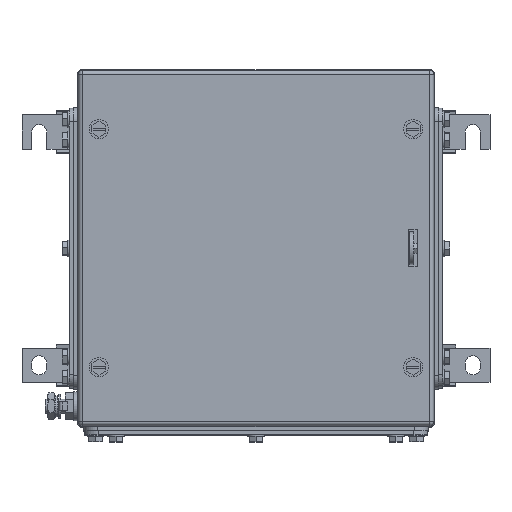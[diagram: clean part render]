
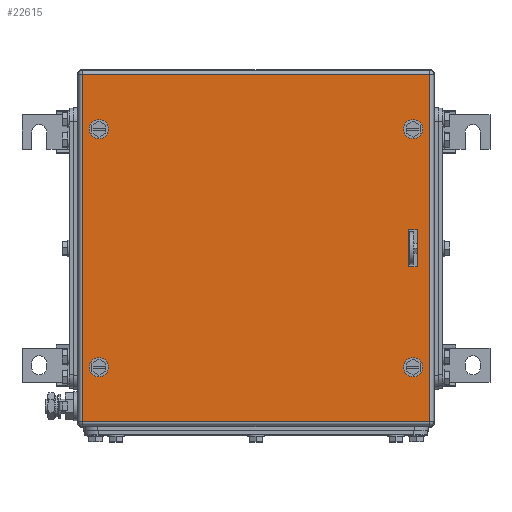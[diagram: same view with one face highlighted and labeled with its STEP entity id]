
A CAD part, top view. The second image highlights one B-rep face of the part: STEP entity #22615.
In plain terms, the highlighted planar face has unit normal (0, 0, 1).
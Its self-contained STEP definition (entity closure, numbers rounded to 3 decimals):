
#22455=AXIS2_PLACEMENT_3D('Circle Axis2P3D',#22453,#22454,$) ;
#22482=AXIS2_PLACEMENT_3D('Plane Axis2P3D',#22479,#22480,#22481) ;
#22520=AXIS2_PLACEMENT_3D('Circle Axis2P3D',#22518,#22519,$) ;
#22529=AXIS2_PLACEMENT_3D('Circle Axis2P3D',#22527,#22528,$) ;
#22538=AXIS2_PLACEMENT_3D('Circle Axis2P3D',#22536,#22537,$) ;
#22547=AXIS2_PLACEMENT_3D('Circle Axis2P3D',#22545,#22546,$) ;
#22556=AXIS2_PLACEMENT_3D('Circle Axis2P3D',#22554,#22555,$) ;
#22565=AXIS2_PLACEMENT_3D('Circle Axis2P3D',#22563,#22564,$) ;
#22574=AXIS2_PLACEMENT_3D('Circle Axis2P3D',#22572,#22573,$) ;
#22450=CARTESIAN_POINT('Vertex',(59.5,227.75,203.5)) ;
#22453=CARTESIAN_POINT('Axis2P3D Location',(56.,227.75,203.5)) ;
#22457=CARTESIAN_POINT('Vertex',(52.5,227.75,203.5)) ;
#22479=CARTESIAN_POINT('Axis2P3D Location',(170.5,141.,203.5)) ;
#22484=CARTESIAN_POINT('Line Origine',(170.5,267.5,203.5)) ;
#22488=CARTESIAN_POINT('Vertex',(297.,267.5,203.5)) ;
#22490=CARTESIAN_POINT('Vertex',(44.,267.5,203.5)) ;
#22493=CARTESIAN_POINT('Line Origine',(44.,141.,203.5)) ;
#22497=CARTESIAN_POINT('Vertex',(44.,14.5,203.5)) ;
#22500=CARTESIAN_POINT('Line Origine',(170.5,14.5,203.5)) ;
#22504=CARTESIAN_POINT('Vertex',(297.,14.5,203.5)) ;
#22507=CARTESIAN_POINT('Line Origine',(297.,141.,203.5)) ;
#22518=CARTESIAN_POINT('Axis2P3D Location',(56.,227.75,203.5)) ;
#22527=CARTESIAN_POINT('Axis2P3D Location',(56.,54.25,203.5)) ;
#22531=CARTESIAN_POINT('Vertex',(52.5,54.25,203.5)) ;
#22533=CARTESIAN_POINT('Vertex',(59.5,54.25,203.5)) ;
#22536=CARTESIAN_POINT('Axis2P3D Location',(56.,54.25,203.5)) ;
#22545=CARTESIAN_POINT('Axis2P3D Location',(285.,54.25,203.5)) ;
#22549=CARTESIAN_POINT('Vertex',(288.5,54.25,203.5)) ;
#22551=CARTESIAN_POINT('Vertex',(281.5,54.25,203.5)) ;
#22554=CARTESIAN_POINT('Axis2P3D Location',(285.,54.25,203.5)) ;
#22563=CARTESIAN_POINT('Axis2P3D Location',(285.,227.75,203.5)) ;
#22567=CARTESIAN_POINT('Vertex',(288.5,227.75,203.5)) ;
#22569=CARTESIAN_POINT('Vertex',(281.5,227.75,203.5)) ;
#22572=CARTESIAN_POINT('Axis2P3D Location',(285.,227.75,203.5)) ;
#22581=CARTESIAN_POINT('Line Origine',(284.75,127.5,203.5)) ;
#22585=CARTESIAN_POINT('Vertex',(288.,127.5,203.5)) ;
#22587=CARTESIAN_POINT('Vertex',(281.5,127.5,203.5)) ;
#22590=CARTESIAN_POINT('Line Origine',(281.5,141.,203.5)) ;
#22594=CARTESIAN_POINT('Vertex',(281.5,154.5,203.5)) ;
#22597=CARTESIAN_POINT('Line Origine',(284.75,154.5,203.5)) ;
#22601=CARTESIAN_POINT('Vertex',(288.,154.5,203.5)) ;
#22604=CARTESIAN_POINT('Line Origine',(288.,141.,203.5)) ;
#22454=DIRECTION('Axis2P3D Direction',(0.,0.,1.)) ;
#22480=DIRECTION('Axis2P3D Direction',(0.,0.,1.)) ;
#22481=DIRECTION('Axis2P3D XDirection',(1.,0.,0.)) ;
#22485=DIRECTION('Vector Direction',(1.,0.,0.)) ;
#22494=DIRECTION('Vector Direction',(0.,-1.,0.)) ;
#22501=DIRECTION('Vector Direction',(1.,0.,0.)) ;
#22508=DIRECTION('Vector Direction',(0.,1.,0.)) ;
#22519=DIRECTION('Axis2P3D Direction',(0.,0.,1.)) ;
#22528=DIRECTION('Axis2P3D Direction',(0.,0.,1.)) ;
#22537=DIRECTION('Axis2P3D Direction',(0.,0.,1.)) ;
#22546=DIRECTION('Axis2P3D Direction',(0.,0.,1.)) ;
#22555=DIRECTION('Axis2P3D Direction',(0.,0.,1.)) ;
#22564=DIRECTION('Axis2P3D Direction',(0.,0.,1.)) ;
#22573=DIRECTION('Axis2P3D Direction',(0.,0.,1.)) ;
#22582=DIRECTION('Vector Direction',(-1.,0.,0.)) ;
#22591=DIRECTION('Vector Direction',(0.,1.,0.)) ;
#22598=DIRECTION('Vector Direction',(1.,0.,0.)) ;
#22605=DIRECTION('Vector Direction',(0.,-1.,0.)) ;
#22486=VECTOR('Line Direction',#22485,1.) ;
#22495=VECTOR('Line Direction',#22494,1.) ;
#22502=VECTOR('Line Direction',#22501,1.) ;
#22509=VECTOR('Line Direction',#22508,1.) ;
#22583=VECTOR('Line Direction',#22582,1.) ;
#22592=VECTOR('Line Direction',#22591,1.) ;
#22599=VECTOR('Line Direction',#22598,1.) ;
#22606=VECTOR('Line Direction',#22605,1.) ;
#22513=ORIENTED_EDGE('',*,*,#22492,.T.) ;
#22514=ORIENTED_EDGE('',*,*,#22499,.T.) ;
#22515=ORIENTED_EDGE('',*,*,#22506,.T.) ;
#22516=ORIENTED_EDGE('',*,*,#22511,.T.) ;
#22524=ORIENTED_EDGE('',*,*,#22522,.F.) ;
#22525=ORIENTED_EDGE('',*,*,#22459,.F.) ;
#22542=ORIENTED_EDGE('',*,*,#22535,.F.) ;
#22543=ORIENTED_EDGE('',*,*,#22540,.F.) ;
#22560=ORIENTED_EDGE('',*,*,#22553,.F.) ;
#22561=ORIENTED_EDGE('',*,*,#22558,.F.) ;
#22578=ORIENTED_EDGE('',*,*,#22571,.F.) ;
#22579=ORIENTED_EDGE('',*,*,#22576,.F.) ;
#22610=ORIENTED_EDGE('',*,*,#22589,.T.) ;
#22611=ORIENTED_EDGE('',*,*,#22596,.T.) ;
#22612=ORIENTED_EDGE('',*,*,#22603,.T.) ;
#22613=ORIENTED_EDGE('',*,*,#22608,.T.) ;
#22526=FACE_BOUND('',#22523,.T.) ;
#22544=FACE_BOUND('',#22541,.T.) ;
#22562=FACE_BOUND('',#22559,.T.) ;
#22580=FACE_BOUND('',#22577,.T.) ;
#22614=FACE_BOUND('',#22609,.T.) ;
#22615=ADVANCED_FACE('ZUB_KTB_MH_262620_3GP_AllCATPart.2\\ZUB_DE_KTB_MH_306x306.1\\DE_KTB_MH_PART_MASTER.1\\Koerper.2',(#22517,#22526,#22544,#22562,#22580,#22614),#22483,.T.) ;
#22456=CIRCLE('generated circle',#22455,3.5) ;
#22521=CIRCLE('generated circle',#22520,3.5) ;
#22530=CIRCLE('generated circle',#22529,3.5) ;
#22539=CIRCLE('generated circle',#22538,3.5) ;
#22548=CIRCLE('generated circle',#22547,3.5) ;
#22557=CIRCLE('generated circle',#22556,3.5) ;
#22566=CIRCLE('generated circle',#22565,3.5) ;
#22575=CIRCLE('generated circle',#22574,3.5) ;
#22459=EDGE_CURVE('',#22451,#22458,#22456,.T.) ;
#22492=EDGE_CURVE('',#22489,#22491,#22487,.F.) ;
#22499=EDGE_CURVE('',#22491,#22498,#22496,.T.) ;
#22506=EDGE_CURVE('',#22498,#22505,#22503,.T.) ;
#22511=EDGE_CURVE('',#22505,#22489,#22510,.T.) ;
#22522=EDGE_CURVE('',#22458,#22451,#22521,.T.) ;
#22535=EDGE_CURVE('',#22532,#22534,#22530,.T.) ;
#22540=EDGE_CURVE('',#22534,#22532,#22539,.T.) ;
#22553=EDGE_CURVE('',#22550,#22552,#22548,.T.) ;
#22558=EDGE_CURVE('',#22552,#22550,#22557,.T.) ;
#22571=EDGE_CURVE('',#22568,#22570,#22566,.T.) ;
#22576=EDGE_CURVE('',#22570,#22568,#22575,.T.) ;
#22589=EDGE_CURVE('',#22586,#22588,#22584,.T.) ;
#22596=EDGE_CURVE('',#22588,#22595,#22593,.T.) ;
#22603=EDGE_CURVE('',#22595,#22602,#22600,.T.) ;
#22608=EDGE_CURVE('',#22602,#22586,#22607,.T.) ;
#22512=EDGE_LOOP('',(#22513,#22514,#22515,#22516)) ;
#22523=EDGE_LOOP('',(#22524,#22525)) ;
#22541=EDGE_LOOP('',(#22542,#22543)) ;
#22559=EDGE_LOOP('',(#22560,#22561)) ;
#22577=EDGE_LOOP('',(#22578,#22579)) ;
#22609=EDGE_LOOP('',(#22610,#22611,#22612,#22613)) ;
#22517=FACE_OUTER_BOUND('',#22512,.T.) ;
#22487=LINE('Line',#22484,#22486) ;
#22496=LINE('Line',#22493,#22495) ;
#22503=LINE('Line',#22500,#22502) ;
#22510=LINE('Line',#22507,#22509) ;
#22584=LINE('Line',#22581,#22583) ;
#22593=LINE('Line',#22590,#22592) ;
#22600=LINE('Line',#22597,#22599) ;
#22607=LINE('Line',#22604,#22606) ;
#22483=PLANE('',#22482) ;
#22451=VERTEX_POINT('',#22450) ;
#22458=VERTEX_POINT('',#22457) ;
#22489=VERTEX_POINT('',#22488) ;
#22491=VERTEX_POINT('',#22490) ;
#22498=VERTEX_POINT('',#22497) ;
#22505=VERTEX_POINT('',#22504) ;
#22532=VERTEX_POINT('',#22531) ;
#22534=VERTEX_POINT('',#22533) ;
#22550=VERTEX_POINT('',#22549) ;
#22552=VERTEX_POINT('',#22551) ;
#22568=VERTEX_POINT('',#22567) ;
#22570=VERTEX_POINT('',#22569) ;
#22586=VERTEX_POINT('',#22585) ;
#22588=VERTEX_POINT('',#22587) ;
#22595=VERTEX_POINT('',#22594) ;
#22602=VERTEX_POINT('',#22601) ;
